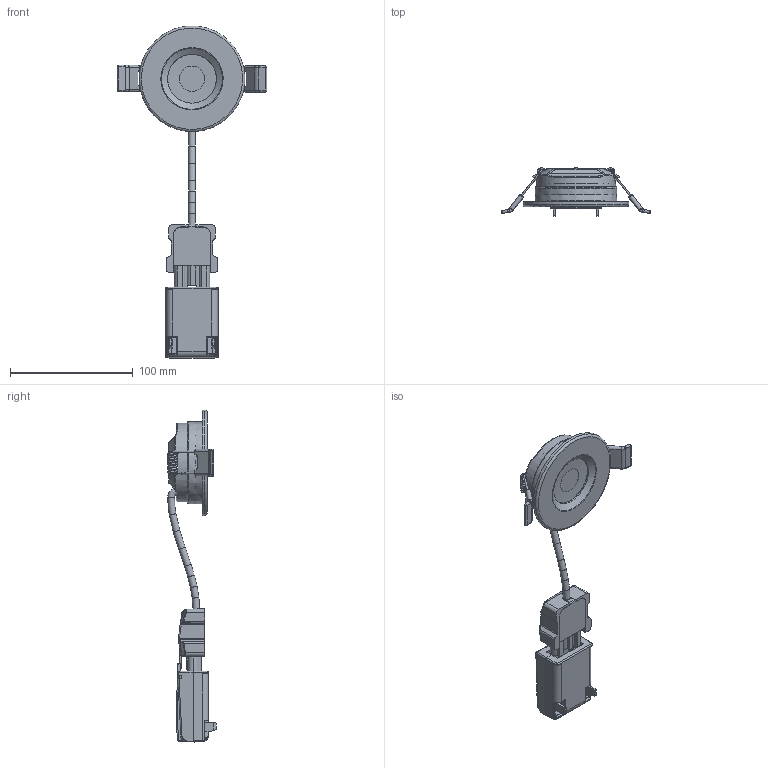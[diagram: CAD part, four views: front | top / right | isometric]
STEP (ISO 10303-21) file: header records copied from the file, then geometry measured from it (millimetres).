
FILE_DESCRIPTION (( 'STEP AP214' ), '1' );
FILE_NAME ('SP_CBO_FPFIX_UK_6W.STEP', '2024-10-24T06:16:06', ( '' ), ( '' ), 'SwSTEP 2.0', 'SolidWorks 2022', '' );
FILE_SCHEMA (( 'AUTOMOTIVE_DESIGN' ));
Length unit declared in the file: millimetre
Products named in the file (1): SP_CBO_FPFIX_UK_6W
Bounding box: 121.48 x 39.5 x 269.92 mm (x, y, z)
Volume: 80093.7 mm3; surface area: 94699.7 mm2
Topology: 15 solids, 15 shells, 858 faces, 2195 edges, 1340 vertices
Faces by surface type: plane 264, cylinder 244, bspline 146, torus 142, cone 46, sphere 16
Full cylindrical faces by diameter (mm): 1.3 x12, 5.5 x1, 6.5 x1, 20.5 x1, 40 x1, 68.197 x1, 81.977 x1, 82.2 x1, 82.6 x1, 86 x1
Entity records: 31459 total; most frequent: CARTESIAN_POINT 12938, ORIENTED_EDGE 3998, DIRECTION 3364, EDGE_CURVE 1999, VERTEX_POINT 1311, AXIS2_PLACEMENT_3D 1266, EDGE_LOOP 1020, FACE_OUTER_BOUND 987
